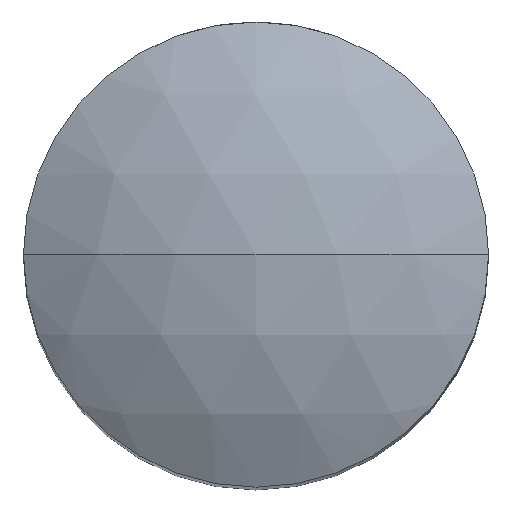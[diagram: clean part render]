
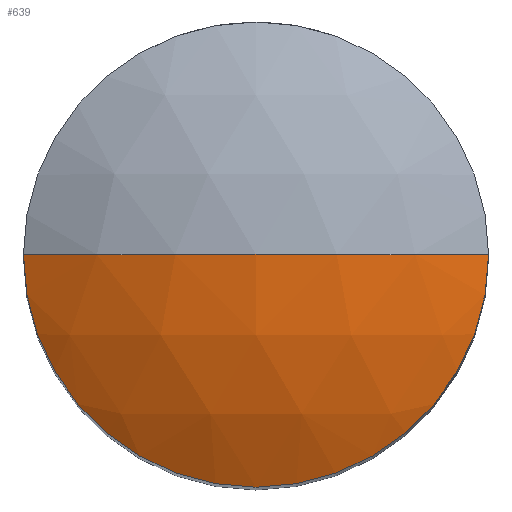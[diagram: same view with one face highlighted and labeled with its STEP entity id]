
A CAD part, top view. The second image highlights one B-rep face of the part: STEP entity #639.
In plain terms, the highlighted spherical face has radius 2.5 mm.
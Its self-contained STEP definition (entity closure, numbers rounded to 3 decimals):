
#14 = CARTESIAN_POINT ( 'NONE',  ( 1.25, 0., 4.665 ) ) ;
#21 = AXIS2_PLACEMENT_3D ( 'NONE', #143, #60, #48 ) ;
#28 = EDGE_CURVE ( 'NONE', #164, #873, #547, .T. ) ;
#41 = CARTESIAN_POINT ( 'NONE',  ( 0., 0., 5. ) ) ;
#48 = DIRECTION ( 'NONE',  ( 0., 0., 1. ) ) ;
#60 = DIRECTION ( 'NONE',  ( 0., 1., 0. ) ) ;
#67 = EDGE_CURVE ( 'NONE', #873, #95, #370, .T. ) ;
#82 = EDGE_CURVE ( 'NONE', #164, #95, #119, .T. ) ;
#95 = VERTEX_POINT ( 'NONE', #468 ) ;
#119 = CIRCLE ( 'NONE', #460, 2.5 ) ;
#143 = CARTESIAN_POINT ( 'NONE',  ( 0., 0., 2.5 ) ) ;
#164 = VERTEX_POINT ( 'NONE', #41 ) ;
#198 = EDGE_LOOP ( 'NONE', ( #494, #401, #798 ) ) ;
#347 = SPHERICAL_SURFACE ( 'NONE', #582, 2.5 ) ;
#370 = CIRCLE ( 'NONE', #844, 1.25 ) ;
#401 = ORIENTED_EDGE ( 'NONE', *, *, #82, .T. ) ;
#460 = AXIS2_PLACEMENT_3D ( 'NONE', #488, #478, #476 ) ;
#468 = CARTESIAN_POINT ( 'NONE',  ( -1.25, 0., 4.665 ) ) ;
#476 = DIRECTION ( 'NONE',  ( 1., 0., 0. ) ) ;
#478 = DIRECTION ( 'NONE',  ( 0., -1., 0. ) ) ;
#488 = CARTESIAN_POINT ( 'NONE',  ( 0., 0., 2.5 ) ) ;
#494 = ORIENTED_EDGE ( 'NONE', *, *, #28, .F. ) ;
#546 = FACE_OUTER_BOUND ( 'NONE', #198, .T. ) ;
#547 = CIRCLE ( 'NONE', #21, 2.5 ) ;
#575 = DIRECTION ( 'NONE',  ( 0., -1., 0. ) ) ;
#582 = AXIS2_PLACEMENT_3D ( 'NONE', #644, #575, #812 ) ;
#621 = DIRECTION ( 'NONE',  ( -1., 0., 0. ) ) ;
#625 = DIRECTION ( 'NONE',  ( 0., 0., -1. ) ) ;
#639 = ADVANCED_FACE ( 'NONE', ( #546 ), #347, .T. ) ;
#644 = CARTESIAN_POINT ( 'NONE',  ( 0., 0., 2.5 ) ) ;
#647 = CARTESIAN_POINT ( 'NONE',  ( 0., 0., 4.665 ) ) ;
#798 = ORIENTED_EDGE ( 'NONE', *, *, #67, .F. ) ;
#812 = DIRECTION ( 'NONE',  ( 1., 0., 0. ) ) ;
#844 = AXIS2_PLACEMENT_3D ( 'NONE', #647, #625, #621 ) ;
#873 = VERTEX_POINT ( 'NONE', #14 ) ;
